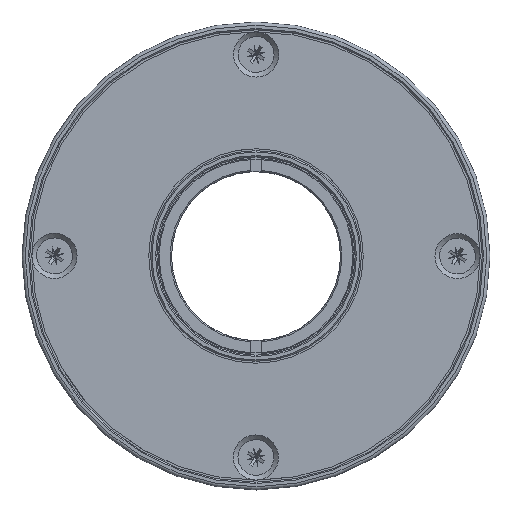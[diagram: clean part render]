
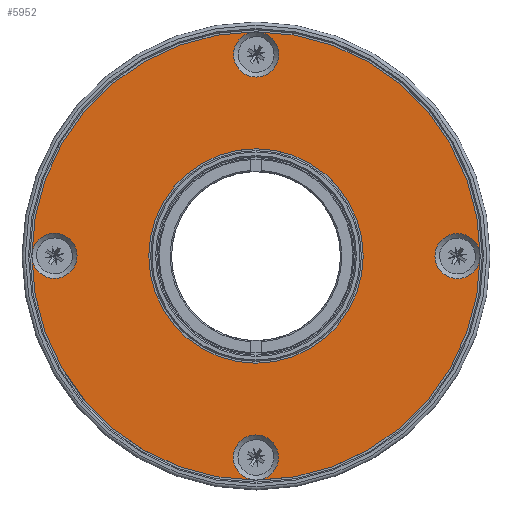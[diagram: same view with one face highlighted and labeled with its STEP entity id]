
A CAD part, top view. The second image highlights one B-rep face of the part: STEP entity #5952.
In plain terms, the highlighted planar face has unit normal (0, 0, 1).
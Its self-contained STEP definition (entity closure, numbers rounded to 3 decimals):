
#80=PLANE('',#6386);
#400=CIRCLE('',#6365,3.47);
#403=CIRCLE('',#6370,3.47);
#406=CIRCLE('',#6375,3.47);
#409=CIRCLE('',#6380,3.47);
#411=CIRCLE('',#6384,16.5);
#413=CIRCLE('',#6387,34.5);
#895=ORIENTED_EDGE('',*,*,#1790,.F.);
#896=ORIENTED_EDGE('',*,*,#1788,.T.);
#897=ORIENTED_EDGE('',*,*,#1786,.T.);
#898=ORIENTED_EDGE('',*,*,#1783,.T.);
#899=ORIENTED_EDGE('',*,*,#1780,.T.);
#900=ORIENTED_EDGE('',*,*,#1777,.T.);
#1777=EDGE_CURVE('',#2260,#2260,#400,.T.);
#1780=EDGE_CURVE('',#2263,#2263,#403,.T.);
#1783=EDGE_CURVE('',#2266,#2266,#406,.T.);
#1786=EDGE_CURVE('',#2269,#2269,#409,.T.);
#1788=EDGE_CURVE('',#2271,#2271,#411,.T.);
#1790=EDGE_CURVE('',#2273,#2273,#413,.T.);
#2260=VERTEX_POINT('',#8465);
#2263=VERTEX_POINT('',#8473);
#2266=VERTEX_POINT('',#8481);
#2269=VERTEX_POINT('',#8489);
#2271=VERTEX_POINT('',#8495);
#2273=VERTEX_POINT('',#8500);
#3214=EDGE_LOOP('',(#895));
#3215=EDGE_LOOP('',(#896));
#3216=EDGE_LOOP('',(#897));
#3217=EDGE_LOOP('',(#898));
#3218=EDGE_LOOP('',(#899));
#3219=EDGE_LOOP('',(#900));
#3635=FACE_BOUND('',#3214,.T.);
#3636=FACE_BOUND('',#3215,.T.);
#3637=FACE_BOUND('',#3216,.T.);
#3638=FACE_BOUND('',#3217,.T.);
#3639=FACE_BOUND('',#3218,.T.);
#3640=FACE_BOUND('',#3219,.T.);
#5952=ADVANCED_FACE('',(#3635,#3636,#3637,#3638,#3639,#3640),#80,.T.);
#6365=AXIS2_PLACEMENT_3D('',#8464,#7182,#7183);
#6370=AXIS2_PLACEMENT_3D('',#8472,#7192,#7193);
#6375=AXIS2_PLACEMENT_3D('',#8480,#7202,#7203);
#6380=AXIS2_PLACEMENT_3D('',#8488,#7212,#7213);
#6384=AXIS2_PLACEMENT_3D('',#8494,#7220,#7221);
#6386=AXIS2_PLACEMENT_3D('',#8498,#7224,#7225);
#6387=AXIS2_PLACEMENT_3D('',#8499,#7226,#7227);
#7182=DIRECTION('',(0.,0.,-1.));
#7183=DIRECTION('',(0.,1.,0.));
#7192=DIRECTION('',(0.,0.,-1.));
#7193=DIRECTION('',(0.,1.,0.));
#7202=DIRECTION('',(0.,0.,-1.));
#7203=DIRECTION('',(0.,1.,0.));
#7212=DIRECTION('',(0.,0.,-1.));
#7213=DIRECTION('',(0.,1.,0.));
#7220=DIRECTION('',(0.,0.,-1.));
#7221=DIRECTION('',(-1.,0.,0.));
#7224=DIRECTION('',(0.,0.,1.));
#7225=DIRECTION('',(1.,0.,0.));
#7226=DIRECTION('',(0.,0.,-1.));
#7227=DIRECTION('',(-1.,0.,0.));
#8464=CARTESIAN_POINT('',(0.,31.,24.9));
#8465=CARTESIAN_POINT('',(0.,34.47,24.9));
#8472=CARTESIAN_POINT('',(31.,0.,24.9));
#8473=CARTESIAN_POINT('',(31.,3.47,24.9));
#8480=CARTESIAN_POINT('',(0.,-31.,24.9));
#8481=CARTESIAN_POINT('',(0.,-27.53,24.9));
#8488=CARTESIAN_POINT('',(-31.,0.,24.9));
#8489=CARTESIAN_POINT('',(-31.,3.47,24.9));
#8494=CARTESIAN_POINT('',(0.,0.,24.9));
#8495=CARTESIAN_POINT('',(-16.5,0.,24.9));
#8498=CARTESIAN_POINT('',(-34.5,0.,24.9));
#8499=CARTESIAN_POINT('',(0.,0.,24.9));
#8500=CARTESIAN_POINT('',(-34.5,0.,24.9));
